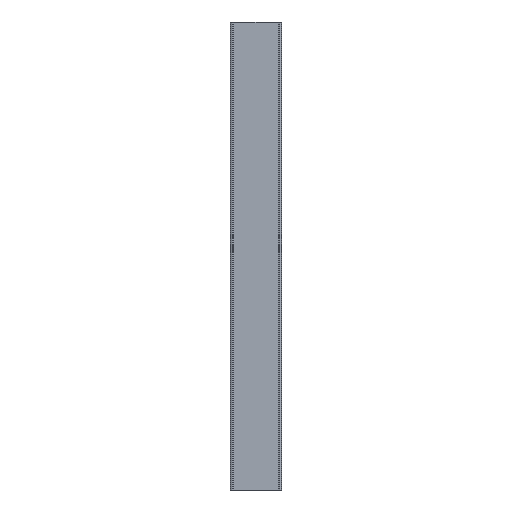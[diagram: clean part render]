
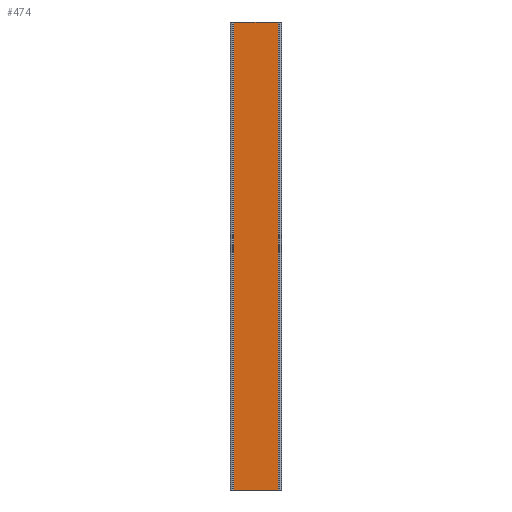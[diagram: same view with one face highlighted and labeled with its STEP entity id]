
A CAD part, left-side view. The second image highlights one B-rep face of the part: STEP entity #474.
In plain terms, the highlighted planar face has unit normal (-1, 0, 0).
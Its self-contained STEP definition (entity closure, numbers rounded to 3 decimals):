
#1 = CARTESIAN_POINT ( 'NONE',  ( 0., -14.392, 150. ) ) ;
#18 = DIRECTION ( 'NONE',  ( 0., -1., 0. ) ) ;
#45 = FACE_OUTER_BOUND ( 'NONE', #566, .T. ) ;
#115 = LINE ( 'NONE', #468, #583 ) ;
#134 = ORIENTED_EDGE ( 'NONE', *, *, #793, .T. ) ;
#146 = DIRECTION ( 'NONE',  ( 0., 0., -1. ) ) ;
#148 = CARTESIAN_POINT ( 'NONE',  ( 0., -14.392, 150. ) ) ;
#169 = VERTEX_POINT ( 'NONE', #172 ) ;
#172 = CARTESIAN_POINT ( 'NONE',  ( 0., -14.392, -150. ) ) ;
#230 = LINE ( 'NONE', #1, #538 ) ;
#253 = LINE ( 'NONE', #455, #803 ) ;
#259 = EDGE_CURVE ( 'NONE', #727, #169, #230, .T. ) ;
#272 = CARTESIAN_POINT ( 'NONE',  ( 0., -14.392, 150. ) ) ;
#277 = LINE ( 'NONE', #272, #406 ) ;
#292 = VERTEX_POINT ( 'NONE', #561 ) ;
#306 = DIRECTION ( 'NONE',  ( 0., 1., 0. ) ) ;
#322 = DIRECTION ( 'NONE',  ( 0., -1., 0. ) ) ;
#390 = ORIENTED_EDGE ( 'NONE', *, *, #893, .F. ) ;
#406 = VECTOR ( 'NONE', #322, 1000. ) ;
#413 = DIRECTION ( 'NONE',  ( 0., 0., -1. ) ) ;
#431 = VERTEX_POINT ( 'NONE', #761 ) ;
#455 = CARTESIAN_POINT ( 'NONE',  ( 0., -14.392, -150. ) ) ;
#468 = CARTESIAN_POINT ( 'NONE',  ( 0., 14.392, 150. ) ) ;
#474 = ADVANCED_FACE ( 'NONE', ( #45 ), #911, .F. ) ;
#485 = ORIENTED_EDGE ( 'NONE', *, *, #884, .T. ) ;
#495 = DIRECTION ( 'NONE',  ( 1., 0., 0. ) ) ;
#498 = CARTESIAN_POINT ( 'NONE',  ( 0., -14.392, 150. ) ) ;
#533 = ORIENTED_EDGE ( 'NONE', *, *, #259, .F. ) ;
#538 = VECTOR ( 'NONE', #146, 1000. ) ;
#561 = CARTESIAN_POINT ( 'NONE',  ( 0., 14.392, 150. ) ) ;
#566 = EDGE_LOOP ( 'NONE', ( #485, #533, #390, #134 ) ) ;
#583 = VECTOR ( 'NONE', #413, 1000. ) ;
#714 = AXIS2_PLACEMENT_3D ( 'NONE', #498, #495, #306 ) ;
#727 = VERTEX_POINT ( 'NONE', #148 ) ;
#761 = CARTESIAN_POINT ( 'NONE',  ( 0., 14.392, -150. ) ) ;
#793 = EDGE_CURVE ( 'NONE', #292, #431, #115, .T. ) ;
#803 = VECTOR ( 'NONE', #18, 1000. ) ;
#884 = EDGE_CURVE ( 'NONE', #431, #169, #253, .T. ) ;
#893 = EDGE_CURVE ( 'NONE', #292, #727, #277, .T. ) ;
#911 = PLANE ( 'NONE',  #714 ) ;
